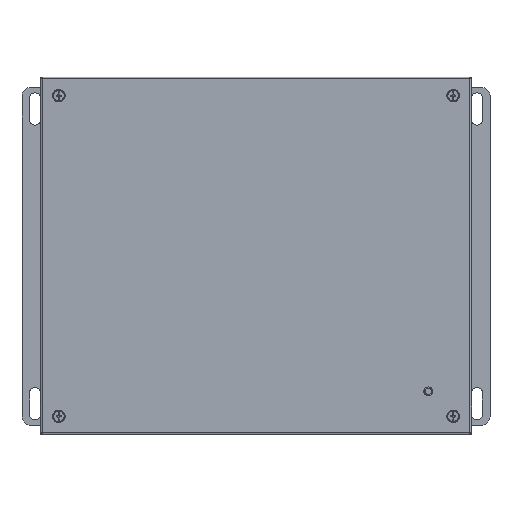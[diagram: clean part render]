
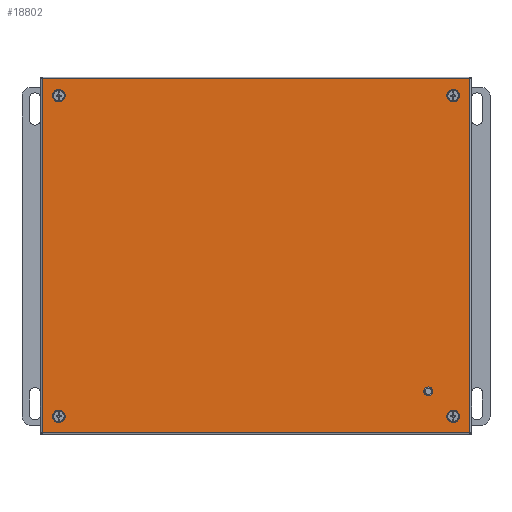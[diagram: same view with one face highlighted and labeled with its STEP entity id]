
A CAD part, top view. The second image highlights one B-rep face of the part: STEP entity #18802.
In plain terms, the highlighted planar face has unit normal (0, 0, 1).
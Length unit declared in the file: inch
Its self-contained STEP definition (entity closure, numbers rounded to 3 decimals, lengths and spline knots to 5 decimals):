
#319 = DIRECTION ( 'NONE',  ( 0., 0., -1. ) ) ;
#485 = CARTESIAN_POINT ( 'NONE',  ( 12.28127, 8.05245, 5.135 ) ) ;
#1313 = CIRCLE ( 'NONE', #21107, 0.133 ) ;
#1875 = ORIENTED_EDGE ( 'NONE', *, *, #20731, .T. ) ;
#1928 = EDGE_CURVE ( 'NONE', #31841, #31841, #6363, .T. ) ;
#2235 = LINE ( 'NONE', #34922, #24811 ) ;
#4299 = EDGE_CURVE ( 'NONE', #17793, #29238, #7772, .T. ) ;
#4467 = VERTEX_POINT ( 'NONE', #23986 ) ;
#4995 = DIRECTION ( 'NONE',  ( -1., 0., 0. ) ) ;
#5456 = VECTOR ( 'NONE', #4995, 39.37008 ) ;
#6056 = EDGE_LOOP ( 'NONE', ( #12409 ) ) ;
#6101 = VECTOR ( 'NONE', #37781, 39.37008 ) ;
#6363 = CIRCLE ( 'NONE', #27527, 0.09655 ) ;
#7744 = FACE_OUTER_BOUND ( 'NONE', #13833, .T. ) ;
#7772 = LINE ( 'NONE', #33458, #20387 ) ;
#8048 = EDGE_LOOP ( 'NONE', ( #1875 ) ) ;
#8333 = CARTESIAN_POINT ( 'NONE',  ( 11.75, 9.625, 5.135 ) ) ;
#9112 = ORIENTED_EDGE ( 'NONE', *, *, #37134, .T. ) ;
#9596 = DIRECTION ( 'NONE',  ( -1., 0., 0. ) ) ;
#10118 = DIRECTION ( 'NONE',  ( -1., 0., 0. ) ) ;
#11925 = EDGE_CURVE ( 'NONE', #29238, #4467, #2235, .T. ) ;
#12132 = ORIENTED_EDGE ( 'NONE', *, *, #21125, .T. ) ;
#12409 = ORIENTED_EDGE ( 'NONE', *, *, #20569, .T. ) ;
#12642 = AXIS2_PLACEMENT_3D ( 'NONE', #485, #39816, #39605 ) ;
#12646 = DIRECTION ( 'NONE',  ( 0., 0., -1. ) ) ;
#12913 = DIRECTION ( 'NONE',  ( 0., 0., -1. ) ) ;
#13347 = FACE_BOUND ( 'NONE', #15734, .T. ) ;
#13569 = FACE_BOUND ( 'NONE', #40659, .T. ) ;
#13833 = EDGE_LOOP ( 'NONE', ( #41711, #14678, #18572, #22062 ) ) ;
#14678 = ORIENTED_EDGE ( 'NONE', *, *, #4299, .T. ) ;
#15734 = EDGE_LOOP ( 'NONE', ( #12132 ) ) ;
#16064 = CARTESIAN_POINT ( 'NONE',  ( 11.75, 0.3749, 5.135 ) ) ;
#16216 = DIRECTION ( 'NONE',  ( 0., 0., -1. ) ) ;
#16548 = CARTESIAN_POINT ( 'NONE',  ( 0.3751, 9.625, 5.135 ) ) ;
#16588 = CARTESIAN_POINT ( 'NONE',  ( -0.10615, 10.10625, 5.135 ) ) ;
#16997 = CARTESIAN_POINT ( 'NONE',  ( 0.2421, 9.625, 5.135 ) ) ;
#17296 = VERTEX_POINT ( 'NONE', #16588 ) ;
#17793 = VERTEX_POINT ( 'NONE', #20474 ) ;
#18246 = CARTESIAN_POINT ( 'NONE',  ( 12.28127, 10.10625, 5.135 ) ) ;
#18307 = VERTEX_POINT ( 'NONE', #27941 ) ;
#18572 = ORIENTED_EDGE ( 'NONE', *, *, #11925, .T. ) ;
#18802 = ADVANCED_FACE ( 'NONE', ( #39391, #13569, #13347, #36179, #26370, #7744 ), #27004, .F. ) ;
#18857 = CARTESIAN_POINT ( 'NONE',  ( 12.23125, -0.10635, 5.135 ) ) ;
#20387 = VECTOR ( 'NONE', #40064, 39.37008 ) ;
#20474 = CARTESIAN_POINT ( 'NONE',  ( -0.10615, -0.10635, 5.135 ) ) ;
#20569 = EDGE_CURVE ( 'NONE', #18307, #18307, #40838, .T. ) ;
#20731 = EDGE_CURVE ( 'NONE', #38359, #38359, #1313, .T. ) ;
#21107 = AXIS2_PLACEMENT_3D ( 'NONE', #33123, #16216, #9596 ) ;
#21125 = EDGE_CURVE ( 'NONE', #34321, #34321, #35647, .T. ) ;
#21361 = CARTESIAN_POINT ( 'NONE',  ( -0.10615, 8.05245, 5.135 ) ) ;
#22062 = ORIENTED_EDGE ( 'NONE', *, *, #23745, .T. ) ;
#23548 = ORIENTED_EDGE ( 'NONE', *, *, #1928, .T. ) ;
#23745 = EDGE_CURVE ( 'NONE', #4467, #17296, #30688, .T. ) ;
#23986 = CARTESIAN_POINT ( 'NONE',  ( 12.23125, 10.10625, 5.135 ) ) ;
#24770 = LINE ( 'NONE', #21361, #6101 ) ;
#24811 = VECTOR ( 'NONE', #28750, 39.37008 ) ;
#26370 = FACE_BOUND ( 'NONE', #37490, .T. ) ;
#26407 = DIRECTION ( 'NONE',  ( -1., 0., 0. ) ) ;
#26723 = AXIS2_PLACEMENT_3D ( 'NONE', #16548, #12913, #10118 ) ;
#27004 = PLANE ( 'NONE',  #12642 ) ;
#27527 = AXIS2_PLACEMENT_3D ( 'NONE', #30073, #319, #26407 ) ;
#27881 = AXIS2_PLACEMENT_3D ( 'NONE', #8333, #41659, #35031 ) ;
#27941 = CARTESIAN_POINT ( 'NONE',  ( 11.617, 9.625, 5.135 ) ) ;
#28152 = CARTESIAN_POINT ( 'NONE',  ( 0.2421, 0.3749, 5.135 ) ) ;
#28750 = DIRECTION ( 'NONE',  ( 0., 1., 0. ) ) ;
#28793 = CIRCLE ( 'NONE', #26723, 0.133 ) ;
#29238 = VERTEX_POINT ( 'NONE', #18857 ) ;
#30073 = CARTESIAN_POINT ( 'NONE',  ( 11.03125, 1.09365, 5.135 ) ) ;
#30688 = LINE ( 'NONE', #18246, #5456 ) ;
#31841 = VERTEX_POINT ( 'NONE', #38407 ) ;
#33123 = CARTESIAN_POINT ( 'NONE',  ( 0.3751, 0.3749, 5.135 ) ) ;
#33458 = CARTESIAN_POINT ( 'NONE',  ( 12.28127, -0.10635, 5.135 ) ) ;
#34321 = VERTEX_POINT ( 'NONE', #34747 ) ;
#34747 = CARTESIAN_POINT ( 'NONE',  ( 11.617, 0.3749, 5.135 ) ) ;
#34922 = CARTESIAN_POINT ( 'NONE',  ( 12.23125, 8.05245, 5.135 ) ) ;
#35031 = DIRECTION ( 'NONE',  ( -1., 0., 0. ) ) ;
#35647 = CIRCLE ( 'NONE', #38348, 0.133 ) ;
#36179 = FACE_BOUND ( 'NONE', #8048, .T. ) ;
#36390 = EDGE_CURVE ( 'NONE', #17296, #17793, #24770, .T. ) ;
#37134 = EDGE_CURVE ( 'NONE', #39637, #39637, #28793, .T. ) ;
#37490 = EDGE_LOOP ( 'NONE', ( #9112 ) ) ;
#37781 = DIRECTION ( 'NONE',  ( 0., -1., 0. ) ) ;
#38279 = DIRECTION ( 'NONE',  ( -1., 0., 0. ) ) ;
#38348 = AXIS2_PLACEMENT_3D ( 'NONE', #16064, #12646, #38279 ) ;
#38359 = VERTEX_POINT ( 'NONE', #28152 ) ;
#38407 = CARTESIAN_POINT ( 'NONE',  ( 10.9347, 1.09365, 5.135 ) ) ;
#39391 = FACE_BOUND ( 'NONE', #6056, .T. ) ;
#39605 = DIRECTION ( 'NONE',  ( -1., 0., 0. ) ) ;
#39637 = VERTEX_POINT ( 'NONE', #16997 ) ;
#39816 = DIRECTION ( 'NONE',  ( 0., 0., -1. ) ) ;
#40064 = DIRECTION ( 'NONE',  ( 1., 0., 0. ) ) ;
#40659 = EDGE_LOOP ( 'NONE', ( #23548 ) ) ;
#40838 = CIRCLE ( 'NONE', #27881, 0.133 ) ;
#41659 = DIRECTION ( 'NONE',  ( 0., 0., -1. ) ) ;
#41711 = ORIENTED_EDGE ( 'NONE', *, *, #36390, .T. ) ;
